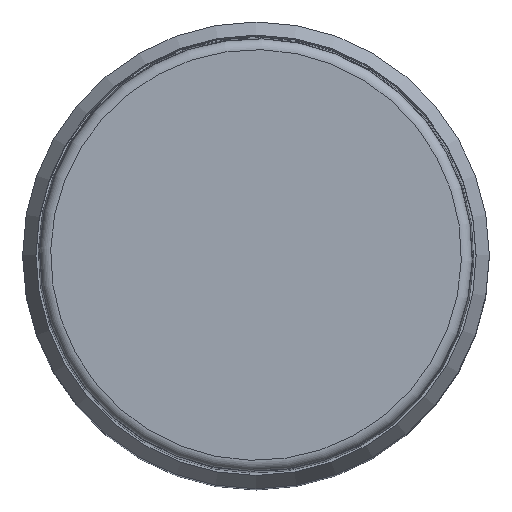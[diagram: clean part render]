
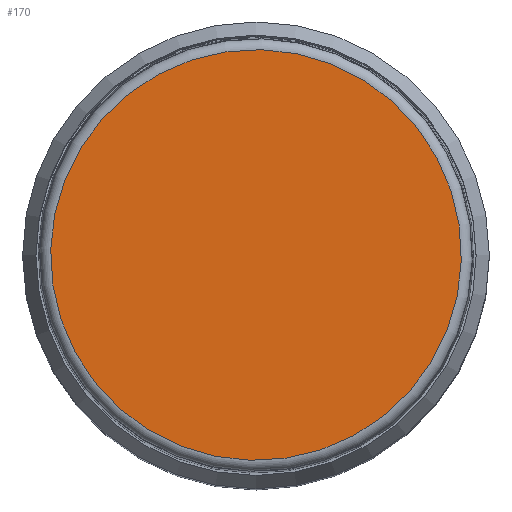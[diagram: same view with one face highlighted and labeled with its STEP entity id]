
A CAD part, top view. The second image highlights one B-rep face of the part: STEP entity #170.
In plain terms, the highlighted planar face has unit normal (0, 0, 1).
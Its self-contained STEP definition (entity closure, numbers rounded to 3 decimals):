
#17=PLANE('',#205);
#39=FACE_OUTER_BOUND('',#60,.T.);
#60=EDGE_LOOP('',(#130));
#81=CIRCLE('',#206,13.201);
#96=VERTEX_POINT('',#308);
#111=EDGE_CURVE('',#96,#96,#81,.T.);
#130=ORIENTED_EDGE('',*,*,#111,.F.);
#170=ADVANCED_FACE('',(#39),#17,.T.);
#205=AXIS2_PLACEMENT_3D('',#307,#249,#250);
#206=AXIS2_PLACEMENT_3D('',#309,#251,#252);
#249=DIRECTION('center_axis',(0.,0.,
1.));
#250=DIRECTION('ref_axis',(0.784,0.621,0.));
#251=DIRECTION('center_axis',(0.,0.,
-1.));
#252=DIRECTION('ref_axis',(-0.784,-0.621,0.));
#307=CARTESIAN_POINT('Origin',(0.,0.,
12.));
#308=CARTESIAN_POINT('',(10.345,8.201,12.));
#309=CARTESIAN_POINT('Origin',(0.,0.,
12.));
